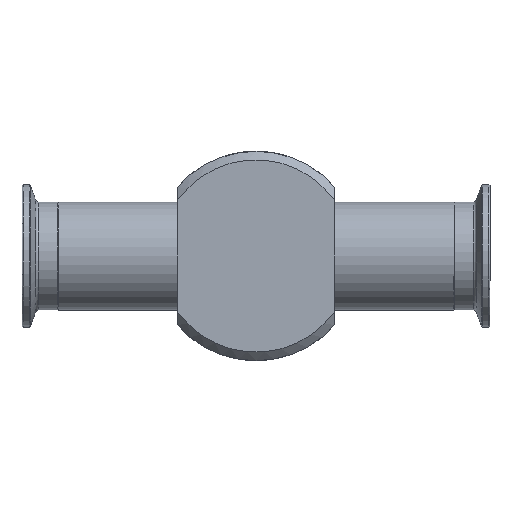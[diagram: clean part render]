
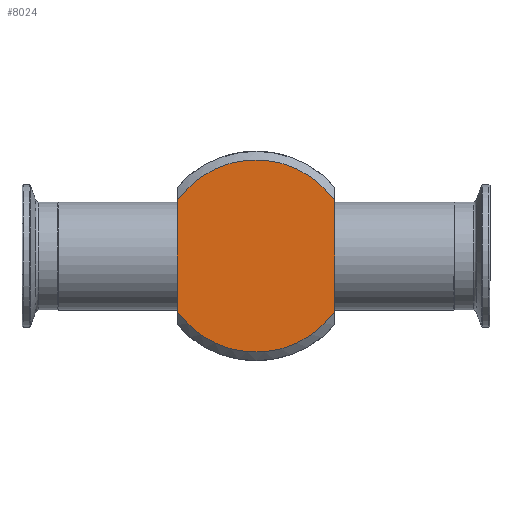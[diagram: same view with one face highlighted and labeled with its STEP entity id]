
A CAD part, front view. The second image highlights one B-rep face of the part: STEP entity #8024.
In plain terms, the highlighted planar face has unit normal (0, -1, 0).
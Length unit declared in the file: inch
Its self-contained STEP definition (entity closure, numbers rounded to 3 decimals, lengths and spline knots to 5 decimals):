
#562=PLANE('',#8533);
#978=FACE_OUTER_BOUND('',#1482,.T.);
#1482=EDGE_LOOP('',(#7401,#7402,#7403,#7404));
#2147=CIRCLE('',#8527,1.33631);
#2148=CIRCLE('',#8529,1.33631);
#2690=LINE('',#17344,#3195);
#2697=LINE('',#17522,#3202);
#3195=VECTOR('',#9994,1.52906);
#3202=VECTOR('',#10043,1.52906);
#3937=VERTEX_POINT('',#17338);
#3939=VERTEX_POINT('',#17343);
#3953=VERTEX_POINT('',#17510);
#3954=VERTEX_POINT('',#17516);
#5095=EDGE_CURVE('',#3939,#3937,#2690,.T.);
#5117=EDGE_CURVE('',#3939,#3953,#2147,.T.);
#5120=EDGE_CURVE('',#3954,#3937,#2148,.T.);
#5121=EDGE_CURVE('',#3954,#3953,#2697,.T.);
#7401=ORIENTED_EDGE('',*,*,#5095,.T.);
#7402=ORIENTED_EDGE('',*,*,#5120,.F.);
#7403=ORIENTED_EDGE('',*,*,#5121,.T.);
#7404=ORIENTED_EDGE('',*,*,#5117,.F.);
#8024=ADVANCED_FACE('',(#978),#562,.T.);
#8527=AXIS2_PLACEMENT_3D('',#17511,#10035,#10036);
#8529=AXIS2_PLACEMENT_3D('',#17520,#10039,#10040);
#8533=AXIS2_PLACEMENT_3D('',#17526,#10048,#10049);
#9994=DIRECTION('',(0.,0.,-1.));
#10035=DIRECTION('center_axis',(0.,1.,0.));
#10036=DIRECTION('ref_axis',(-1.,0.,0.));
#10039=DIRECTION('center_axis',(0.,1.,0.));
#10040=DIRECTION('ref_axis',(-1.,0.,0.));
#10043=DIRECTION('',(0.,0.,1.));
#10048=DIRECTION('center_axis',(0.,-1.,0.));
#10049=DIRECTION('ref_axis',(0.,0.,-1.));
#17338=CARTESIAN_POINT('',(-3.59682,-2.4375,0.26522));
#17343=CARTESIAN_POINT('',(-3.59682,-2.4375,1.79428));
#17344=CARTESIAN_POINT('',(-3.59682,-2.4375,1.02975));
#17510=CARTESIAN_POINT('',(-1.40482,-2.4375,1.79428));
#17511=CARTESIAN_POINT('Origin',(-2.50082,-2.4375,1.02975));
#17516=CARTESIAN_POINT('',(-1.40482,-2.4375,0.26522));
#17520=CARTESIAN_POINT('Origin',(-2.50082,-2.4375,1.02975));
#17522=CARTESIAN_POINT('',(-1.40482,-2.4375,1.02975));
#17526=CARTESIAN_POINT('Origin',(-1.77367,-2.4375,1.02975));
